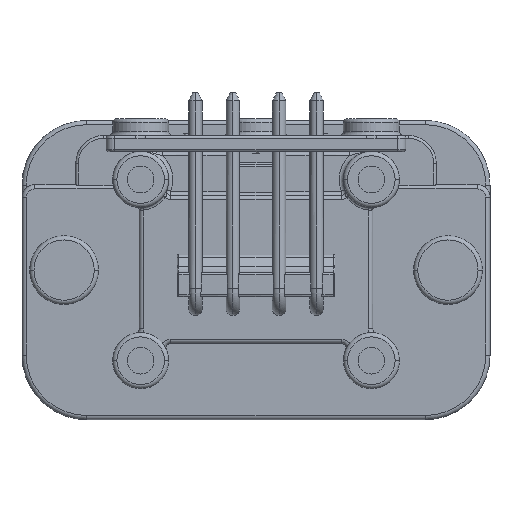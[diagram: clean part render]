
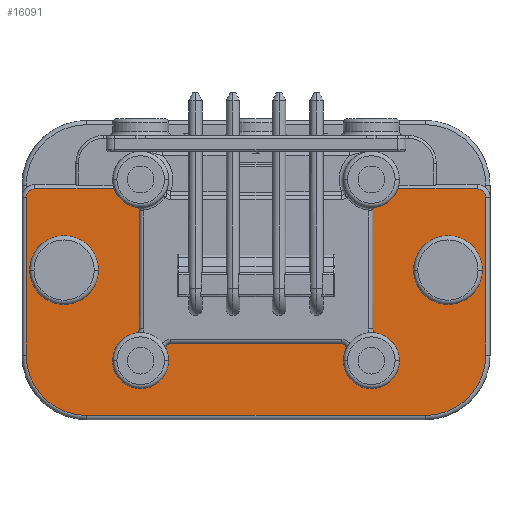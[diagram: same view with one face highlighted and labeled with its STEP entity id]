
A CAD part, front view. The second image highlights one B-rep face of the part: STEP entity #16091.
In plain terms, the highlighted planar face has unit normal (0, -1, 0).
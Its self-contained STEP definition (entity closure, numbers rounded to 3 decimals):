
#175=DIRECTION('',(0.,0.,1.));
#176=VECTOR('',#175,18.56);
#177=CARTESIAN_POINT('',(27.06,0.,-10.005));
#178=LINE('',#177,#176);
#188=CARTESIAN_POINT('',(-22.606,0.,0.));
#189=DIRECTION('',(0.,-1.,0.));
#190=DIRECTION('',(1.,0.,0.));
#191=AXIS2_PLACEMENT_3D('',#188,#189,#190);
#193=CARTESIAN_POINT('',(-22.606,0.,0.));
#194=DIRECTION('',(0.,-1.,0.));
#195=DIRECTION('',(-1.,0.,0.));
#196=AXIS2_PLACEMENT_3D('',#193,#194,#195);
#198=CARTESIAN_POINT('',(22.606,0.,0.));
#199=DIRECTION('',(0.,-1.,0.));
#200=DIRECTION('',(1.,0.,0.));
#201=AXIS2_PLACEMENT_3D('',#198,#199,#200);
#203=CARTESIAN_POINT('',(22.606,0.,0.));
#204=DIRECTION('',(0.,-1.,0.));
#205=DIRECTION('',(-1.,0.,0.));
#206=AXIS2_PLACEMENT_3D('',#203,#204,#205);
#208=DIRECTION('',(0.,0.,-1.));
#209=VECTOR('',#208,14.024);
#210=CARTESIAN_POINT('',(-13.75,0.,7.098));
#211=LINE('',#210,#209);
#212=CARTESIAN_POINT('',(-13.589,0.,-10.668));
#213=DIRECTION('',(0.,-1.,0.));
#214=DIRECTION('',(-0.174,0.,0.985));
#215=AXIS2_PLACEMENT_3D('',#212,#213,#214);
#217=CARTESIAN_POINT('',(-13.589,0.,-10.668));
#218=DIRECTION('',(0.,-1.,0.));
#219=DIRECTION('',(-1.,0.,0.));
#220=AXIS2_PLACEMENT_3D('',#217,#218,#219);
#222=CARTESIAN_POINT('',(13.589,0.,-10.668));
#223=DIRECTION('',(0.,-1.,0.));
#224=DIRECTION('',(-1.,0.,0.));
#225=AXIS2_PLACEMENT_3D('',#222,#223,#224);
#227=CARTESIAN_POINT('',(13.589,0.,-10.668));
#228=DIRECTION('',(0.,-1.,0.));
#229=DIRECTION('',(1.,0.,0.));
#230=AXIS2_PLACEMENT_3D('',#227,#228,#229);
#232=DIRECTION('',(0.,0.,1.));
#233=VECTOR('',#232,14.024);
#234=CARTESIAN_POINT('',(13.75,0.,-6.926));
#235=LINE('',#234,#233);
#236=CARTESIAN_POINT('',(26.06,0.,8.555));
#237=DIRECTION('',(0.,-1.,0.));
#238=DIRECTION('',(1.,0.,0.));
#239=AXIS2_PLACEMENT_3D('',#236,#237,#238);
#241=CARTESIAN_POINT('',(19.94,0.,-10.005));
#242=DIRECTION('',(0.,-1.,0.));
#243=DIRECTION('',(0.,0.,-1.));
#244=AXIS2_PLACEMENT_3D('',#241,#242,#243);
#246=DIRECTION('',(1.,0.,0.));
#247=VECTOR('',#246,39.88);
#248=CARTESIAN_POINT('',(-19.94,0.,-17.125));
#249=LINE('',#248,#247);
#250=CARTESIAN_POINT('',(-19.94,0.,-10.005));
#251=DIRECTION('',(0.,-1.,0.));
#252=DIRECTION('',(-1.,0.,0.));
#253=AXIS2_PLACEMENT_3D('',#250,#251,#252);
#255=CARTESIAN_POINT('',(-26.06,0.,8.555));
#256=DIRECTION('',(0.,-1.,0.));
#257=DIRECTION('',(0.,0.,1.));
#258=AXIS2_PLACEMENT_3D('',#255,#256,#257);
#347=DIRECTION('',(-1.,0.,0.));
#348=VECTOR('',#347,9.364);
#349=CARTESIAN_POINT('',(-16.696,0.,9.555));
#350=LINE('',#349,#348);
#4605=CARTESIAN_POINT('',(13.589,0.,10.668));
#4606=DIRECTION('',(0.,-1.,0.));
#4607=DIRECTION('',(0.128,0.,-0.992));
#4608=AXIS2_PLACEMENT_3D('',#4605,#4606,#4607);
#4670=DIRECTION('',(-1.,0.,0.));
#4671=VECTOR('',#4670,9.364);
#4672=CARTESIAN_POINT('',(26.06,0.,9.555));
#4673=LINE('',#4672,#4671);
#4855=DIRECTION('',(0.,0.,-1.));
#4856=VECTOR('',#4855,18.56);
#4857=CARTESIAN_POINT('',(-27.06,0.,8.555));
#4858=LINE('',#4857,#4856);
#4919=CARTESIAN_POINT('',(14.05,0.,7.098));
#4920=DIRECTION('',(0.,1.,0.));
#4921=DIRECTION('',(-1.,0.,0.));
#4922=AXIS2_PLACEMENT_3D('',#4919,#4920,#4921);
#4937=CARTESIAN_POINT('',(14.25,0.,-6.926));
#4938=DIRECTION('',(0.,-1.,0.));
#4939=DIRECTION('',(-1.,0.,0.));
#4940=AXIS2_PLACEMENT_3D('',#4937,#4938,#4939);
#4947=CARTESIAN_POINT('',(13.589,0.,-10.668));
#4948=DIRECTION('',(0.,-1.,0.));
#4949=DIRECTION('',(-0.917,0.,0.399));
#4950=AXIS2_PLACEMENT_3D('',#4947,#4948,#4949);
#4969=CARTESIAN_POINT('',(10.105,0.,-9.15));
#4970=DIRECTION('',(0.,1.,0.));
#4971=DIRECTION('',(0.,0.,1.));
#4972=AXIS2_PLACEMENT_3D('',#4969,#4970,#4971);
#4979=DIRECTION('',(1.,0.,0.));
#4980=VECTOR('',#4979,20.211);
#4981=CARTESIAN_POINT('',(-10.105,0.,-8.65));
#4982=LINE('',#4981,#4980);
#4995=CARTESIAN_POINT('',(-10.105,0.,-9.15));
#4996=DIRECTION('',(0.,-1.,0.));
#4997=DIRECTION('',(0.,0.,1.));
#4998=AXIS2_PLACEMENT_3D('',#4995,#4996,#4997);
#5005=CARTESIAN_POINT('',(-13.589,0.,-10.668));
#5006=DIRECTION('',(0.,-1.,0.));
#5007=DIRECTION('',(1.,0.,0.));
#5008=AXIS2_PLACEMENT_3D('',#5005,#5006,#5007);
#5748=CARTESIAN_POINT('',(-13.589,0.,10.668));
#5749=DIRECTION('',(0.,-1.,0.));
#5750=DIRECTION('',(-0.941,0.,-0.337));
#5751=AXIS2_PLACEMENT_3D('',#5748,#5749,#5750);
#5966=CARTESIAN_POINT('',(-14.25,0.,-6.926));
#5967=DIRECTION('',(0.,1.,0.));
#5968=DIRECTION('',(1.,0.,0.));
#5969=AXIS2_PLACEMENT_3D('',#5966,#5967,#5968);
#5984=CARTESIAN_POINT('',(-14.05,0.,7.098));
#5985=DIRECTION('',(0.,-1.,0.));
#5986=DIRECTION('',(1.,0.,0.));
#5987=AXIS2_PLACEMENT_3D('',#5984,#5985,#5986);
#13461=CARTESIAN_POINT('',(-26.656,0.,0.));
#13462=VERTEX_POINT('',#13461);
#13463=CARTESIAN_POINT('',(26.656,0.,0.));
#13464=VERTEX_POINT('',#13463);
#13609=CARTESIAN_POINT('',(19.94,0.,-17.125));
#13610=CARTESIAN_POINT('',(27.06,0.,-10.005));
#13611=VERTEX_POINT('',#13609);
#13612=VERTEX_POINT('',#13610);
#13617=CARTESIAN_POINT('',(-19.94,0.,-17.125));
#13618=VERTEX_POINT('',#13617);
#13621=CARTESIAN_POINT('',(-27.06,0.,-10.005));
#13622=VERTEX_POINT('',#13621);
#14099=CARTESIAN_POINT('',(-18.556,0.,0.));
#14100=VERTEX_POINT('',#14099);
#14101=CARTESIAN_POINT('',(18.556,0.,0.));
#14102=VERTEX_POINT('',#14101);
#14207=CARTESIAN_POINT('',(27.06,0.,8.555));
#14208=CARTESIAN_POINT('',(26.06,0.,9.555));
#14209=VERTEX_POINT('',#14207);
#14210=VERTEX_POINT('',#14208);
#14239=CARTESIAN_POINT('',(-26.06,0.,9.555));
#14240=CARTESIAN_POINT('',(-27.06,0.,8.555));
#14241=VERTEX_POINT('',#14239);
#14242=VERTEX_POINT('',#14240);
#15587=CARTESIAN_POINT('',(13.75,0.,-6.926));
#15588=CARTESIAN_POINT('',(14.163,0.,-7.418));
#15589=VERTEX_POINT('',#15587);
#15590=VERTEX_POINT('',#15588);
#15591=CARTESIAN_POINT('',(-13.75,0.,-6.926));
#15592=CARTESIAN_POINT('',(-14.163,0.,-7.418));
#15593=VERTEX_POINT('',#15591);
#15594=VERTEX_POINT('',#15592);
#15595=CARTESIAN_POINT('',(-16.889,0.,-10.668));
#15596=VERTEX_POINT('',#15595);
#15597=CARTESIAN_POINT('',(16.889,0.,-10.668));
#15598=VERTEX_POINT('',#15597);
#15651=CARTESIAN_POINT('',(-10.105,0.,-8.65));
#15652=CARTESIAN_POINT('',(10.105,0.,-8.65));
#15653=VERTEX_POINT('',#15651);
#15654=VERTEX_POINT('',#15652);
#15655=CARTESIAN_POINT('',(-10.289,0.,-10.668));
#15656=CARTESIAN_POINT('',(-10.564,0.,-9.35));
#15657=VERTEX_POINT('',#15655);
#15658=VERTEX_POINT('',#15656);
#15659=CARTESIAN_POINT('',(10.564,0.,-9.35));
#15660=CARTESIAN_POINT('',(10.289,0.,-10.668));
#15661=VERTEX_POINT('',#15659);
#15662=VERTEX_POINT('',#15660);
#15663=CARTESIAN_POINT('',(13.75,0.,7.098));
#15664=CARTESIAN_POINT('',(14.012,0.,7.395));
#15665=VERTEX_POINT('',#15663);
#15666=VERTEX_POINT('',#15664);
#15667=CARTESIAN_POINT('',(-13.75,0.,7.098));
#15668=CARTESIAN_POINT('',(-14.012,0.,7.395));
#15669=VERTEX_POINT('',#15667);
#15670=VERTEX_POINT('',#15668);
#15671=CARTESIAN_POINT('',(16.696,0.,9.555));
#15672=VERTEX_POINT('',#15671);
#15673=CARTESIAN_POINT('',(-16.696,0.,9.555));
#15674=VERTEX_POINT('',#15673);
#16021=CARTESIAN_POINT('',(0.,0.,0.));
#16022=DIRECTION('',(0.,1.,0.));
#16023=DIRECTION('',(1.,0.,0.));
#16024=AXIS2_PLACEMENT_3D('',#16021,#16022,#16023);
#16025=PLANE('',#16024);
#16027=ORIENTED_EDGE('',*,*,#16026,.F.);
#16029=ORIENTED_EDGE('',*,*,#16028,.T.);
#16031=ORIENTED_EDGE('',*,*,#16030,.F.);
#16033=ORIENTED_EDGE('',*,*,#16032,.T.);
#16035=ORIENTED_EDGE('',*,*,#16034,.T.);
#16037=ORIENTED_EDGE('',*,*,#16036,.T.);
#16039=ORIENTED_EDGE('',*,*,#16038,.T.);
#16041=ORIENTED_EDGE('',*,*,#16040,.T.);
#16043=ORIENTED_EDGE('',*,*,#16042,.F.);
#16045=ORIENTED_EDGE('',*,*,#16044,.T.);
#16047=ORIENTED_EDGE('',*,*,#16046,.T.);
#16049=ORIENTED_EDGE('',*,*,#16048,.T.);
#16051=ORIENTED_EDGE('',*,*,#16050,.T.);
#16053=ORIENTED_EDGE('',*,*,#16052,.T.);
#16055=ORIENTED_EDGE('',*,*,#16054,.F.);
#16057=ORIENTED_EDGE('',*,*,#16056,.T.);
#16059=ORIENTED_EDGE('',*,*,#16058,.T.);
#16061=ORIENTED_EDGE('',*,*,#16060,.T.);
#16063=ORIENTED_EDGE('',*,*,#16062,.F.);
#16065=ORIENTED_EDGE('',*,*,#16064,.F.);
#16066=ORIENTED_EDGE('',*,*,#16011,.F.);
#16068=ORIENTED_EDGE('',*,*,#16067,.F.);
#16070=ORIENTED_EDGE('',*,*,#16069,.F.);
#16072=ORIENTED_EDGE('',*,*,#16071,.F.);
#16074=ORIENTED_EDGE('',*,*,#16073,.F.);
#16076=ORIENTED_EDGE('',*,*,#16075,.F.);
#16077=EDGE_LOOP('',(#16027,#16029,#16031,#16033,#16035,#16037,#16039,#16041,
#16043,#16045,#16047,#16049,#16051,#16053,#16055,#16057,#16059,#16061,#16063,
#16065,#16066,#16068,#16070,#16072,#16074,#16076));
#16078=FACE_OUTER_BOUND('',#16077,.F.);
#16080=ORIENTED_EDGE('',*,*,#16079,.T.);
#16082=ORIENTED_EDGE('',*,*,#16081,.T.);
#16083=EDGE_LOOP('',(#16080,#16082));
#16084=FACE_BOUND('',#16083,.F.);
#16086=ORIENTED_EDGE('',*,*,#16085,.T.);
#16088=ORIENTED_EDGE('',*,*,#16087,.T.);
#16089=EDGE_LOOP('',(#16086,#16088));
#16090=FACE_BOUND('',#16089,.F.);
#16091=ADVANCED_FACE('',(#16078,#16084,#16090),#16025,.F.);
#192=CIRCLE('',#191,4.05);
#197=CIRCLE('',#196,4.05);
#202=CIRCLE('',#201,4.05);
#207=CIRCLE('',#206,4.05);
#216=CIRCLE('',#215,3.3);
#221=CIRCLE('',#220,3.3);
#226=CIRCLE('',#225,3.3);
#231=CIRCLE('',#230,3.3);
#240=CIRCLE('',#239,1.);
#245=CIRCLE('',#244,7.12);
#254=CIRCLE('',#253,7.12);
#259=CIRCLE('',#258,1.);
#4609=CIRCLE('',#4608,3.3);
#4923=CIRCLE('',#4922,0.3);
#4941=CIRCLE('',#4940,0.5);
#4951=CIRCLE('',#4950,3.3);
#4973=CIRCLE('',#4972,0.5);
#4999=CIRCLE('',#4998,0.5);
#5009=CIRCLE('',#5008,3.3);
#5752=CIRCLE('',#5751,3.3);
#5970=CIRCLE('',#5969,0.5);
#5988=CIRCLE('',#5987,0.3);
#16011=EDGE_CURVE('',#13612,#14209,#178,.T.);
#16026=EDGE_CURVE('',#15674,#14241,#350,.T.);
#16028=EDGE_CURVE('',#15674,#15670,#5752,.T.);
#16030=EDGE_CURVE('',#15669,#15670,#5988,.T.);
#16032=EDGE_CURVE('',#15669,#15593,#211,.T.);
#16034=EDGE_CURVE('',#15593,#15594,#5970,.T.);
#16036=EDGE_CURVE('',#15594,#15596,#216,.T.);
#16038=EDGE_CURVE('',#15596,#15657,#221,.T.);
#16040=EDGE_CURVE('',#15657,#15658,#5009,.T.);
#16042=EDGE_CURVE('',#15653,#15658,#4999,.T.);
#16044=EDGE_CURVE('',#15653,#15654,#4982,.T.);
#16046=EDGE_CURVE('',#15654,#15661,#4973,.T.);
#16048=EDGE_CURVE('',#15661,#15662,#4951,.T.);
#16050=EDGE_CURVE('',#15662,#15598,#226,.T.);
#16052=EDGE_CURVE('',#15598,#15590,#231,.T.);
#16054=EDGE_CURVE('',#15589,#15590,#4941,.T.);
#16056=EDGE_CURVE('',#15589,#15665,#235,.T.);
#16058=EDGE_CURVE('',#15665,#15666,#4923,.T.);
#16060=EDGE_CURVE('',#15666,#15672,#4609,.T.);
#16062=EDGE_CURVE('',#14210,#15672,#4673,.T.);
#16064=EDGE_CURVE('',#14209,#14210,#240,.T.);
#16067=EDGE_CURVE('',#13611,#13612,#245,.T.);
#16069=EDGE_CURVE('',#13618,#13611,#249,.T.);
#16071=EDGE_CURVE('',#13622,#13618,#254,.T.);
#16073=EDGE_CURVE('',#14242,#13622,#4858,.T.);
#16075=EDGE_CURVE('',#14241,#14242,#259,.T.);
#16079=EDGE_CURVE('',#13464,#14102,#202,.T.);
#16081=EDGE_CURVE('',#14102,#13464,#207,.T.);
#16085=EDGE_CURVE('',#14100,#13462,#192,.T.);
#16087=EDGE_CURVE('',#13462,#14100,#197,.T.);
